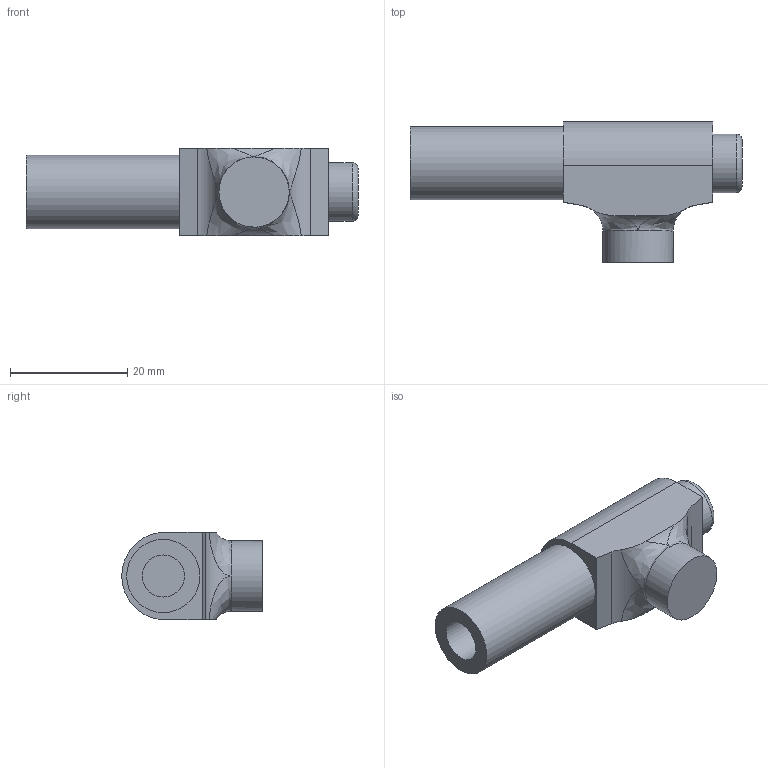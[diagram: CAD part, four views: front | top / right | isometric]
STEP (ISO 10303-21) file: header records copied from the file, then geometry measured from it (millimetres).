
FILE_DESCRIPTION(/* description */ (''),/* implementation_level */ '2;1');
FILE_NAME(/* name */ 'injector.step',/* time_stamp */ '2017-10-30T14:22:01+09:00',/* author */ (''),/* organization */ (''),/* preprocessor_version */ 'ST-DEVELOPER v16.13',/* originating_system */ 'Autodesk Translation Framework v6.5.0.72',/* authorisation */ '');
FILE_SCHEMA (('AUTOMOTIVE_DESIGN { 1 0 10303 214 3 1 1 }'));
Length unit declared in the file: millimetre
Products named in the file (1): injector
Bounding box: 56.7 x 24 x 15 mm (x, y, z)
Volume: 8741.4 mm3; surface area: 3952 mm2
Topology: 2 solids, 2 shells, 24 faces, 53 edges, 34 vertices
Faces by surface type: plane 10, cylinder 9, bspline 4, torus 1
Full cylindrical faces by diameter (mm): 7.2 x1, 10 x1, 12 x1, 12.5 x1
Entity records: 949 total; most frequent: CARTESIAN_POINT 388, ORIENTED_EDGE 106, DIRECTION 104, EDGE_CURVE 53, AXIS2_PLACEMENT_3D 42, VERTEX_POINT 34, EDGE_LOOP 27, FACE_OUTER_BOUND 24
